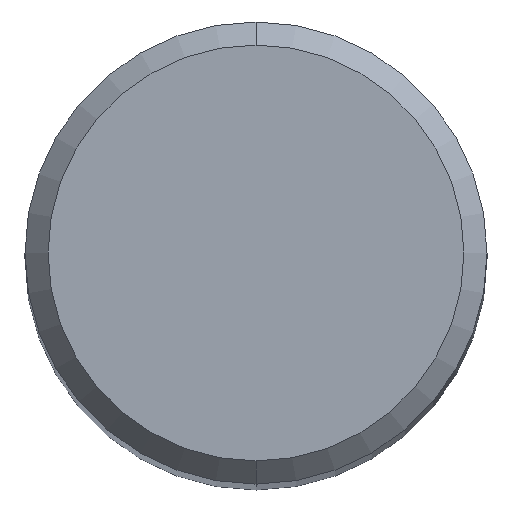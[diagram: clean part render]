
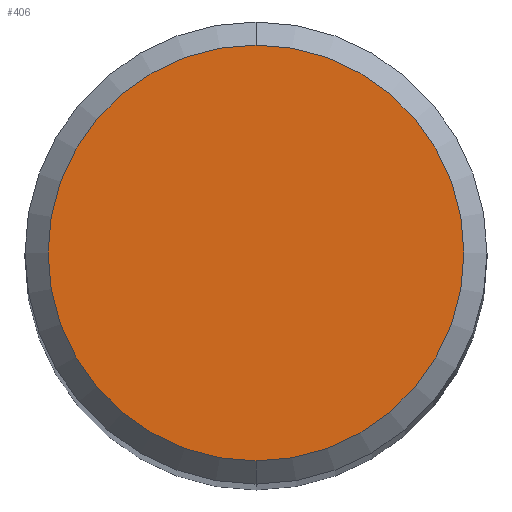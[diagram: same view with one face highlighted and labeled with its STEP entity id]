
A CAD part, top view. The second image highlights one B-rep face of the part: STEP entity #406.
In plain terms, the highlighted planar face has unit normal (0, 0, 1).
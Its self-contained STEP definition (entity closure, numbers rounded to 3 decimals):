
#246=EDGE_CURVE('',#280,#318,#552,.T.);
#254=EDGE_CURVE('',#318,#280,#561,.T.);
#280=VERTEX_POINT('',#589);
#318=VERTEX_POINT('',#633);
#406=ADVANCED_FACE('',(#732),#733,.T.);
#552=CIRCLE('',#986,3.6);
#561=CIRCLE('',#997,3.6);
#589=CARTESIAN_POINT('',(0.,-3.6,0.0));
#633=CARTESIAN_POINT('',(0.0,3.6,0.0));
#732=FACE_OUTER_BOUND('',#1300,.T.);
#733=PLANE('',#1301);
#986=AXIS2_PLACEMENT_3D('',#1508,#1509,#1510);
#997=AXIS2_PLACEMENT_3D('',#1522,#1523,#1524);
#1300=EDGE_LOOP('',(#1729,#1730));
#1301=AXIS2_PLACEMENT_3D('',#1731,#1732,#1733);
#1508=CARTESIAN_POINT('',(0.0,0.0,0.0));
#1509=DIRECTION('',(0.0,0.0,-1.0));
#1510=DIRECTION('',(0.0,1.0,0.0));
#1522=CARTESIAN_POINT('',(0.0,0.0,0.0));
#1523=DIRECTION('',(0.0,0.0,-1.0));
#1524=DIRECTION('',(0.0,1.0,0.0));
#1729=ORIENTED_EDGE('',*,*,#254,.F.);
#1730=ORIENTED_EDGE('',*,*,#246,.F.);
#1731=CARTESIAN_POINT('',(0.0,1.8,0.0));
#1732=DIRECTION('',(-0.0,0.0,1.0));
#1733=DIRECTION('',(0.0,-1.0,0.0));
